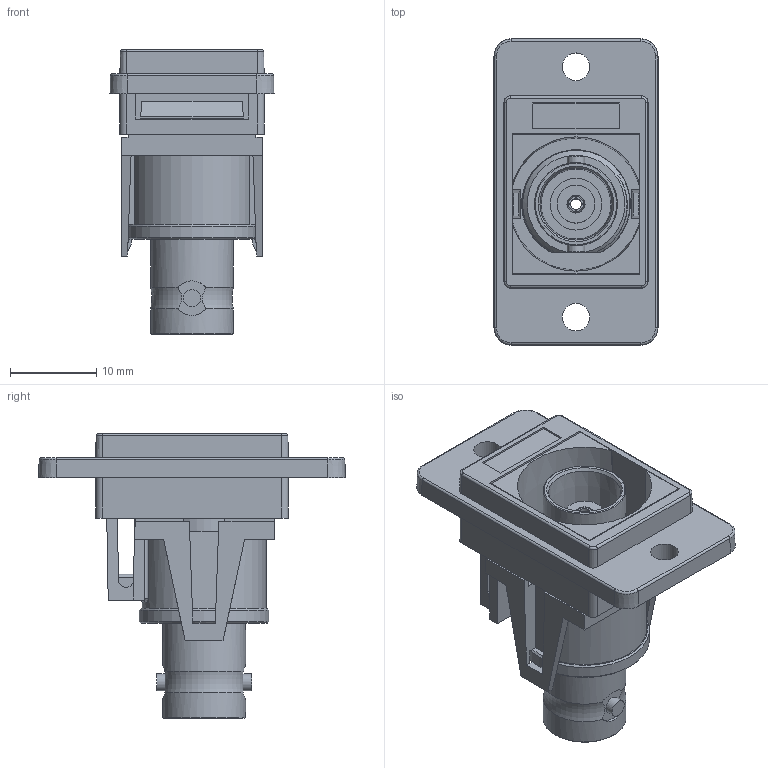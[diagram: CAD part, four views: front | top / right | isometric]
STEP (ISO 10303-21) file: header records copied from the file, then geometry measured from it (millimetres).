
FILE_DESCRIPTION(/* description */ (''),/* implementation_level */ '2;1');
FILE_NAME(/* name */ 'CP30737X1 50ohm BNC 3.2 hole.stp',/* time_stamp */ '2022-05-20T11:34:43+01:00',/* author */ ('tottley'),/* organization */ (''),/* preprocessor_version */ 'ST-DEVELOPER v18.1',/* originating_system */ 'Autodesk Inventor 2022',/* authorisation */ '');
FILE_SCHEMA (('AUTOMOTIVE_DESIGN { 1 0 10303 214 3 1 1 }'));
Length unit declared in the file: millimetre
Products named in the file (1): BNC slims1_Simplify_1
Bounding box: 19 x 35.5 x 33 mm (x, y, z)
Volume: 4952.1 mm3; surface area: 7945.6 mm2
Topology: 1 solids, 1 shells, 403 faces, 1151 edges, 749 vertices
Faces by surface type: plane 243, cylinder 71, cone 42, bspline 34, torus 13
Full cylindrical faces by diameter (mm): 1.45 x1, 1.508 x1, 1.51 x1, 2 x4, 2.008 x1, 2.01 x1, 2.1 x2, 3.2 x2, 4.4 x2, 7 x1, 8 x1, 8.06 x1, 9.6 x4, 15 x1
Entity records: 21442 total; most frequent: CARTESIAN_POINT 10447, ORIENTED_EDGE 2302, DIRECTION 2117, EDGE_CURVE 1151, VERTEX_POINT 749, AXIS2_PLACEMENT_3D 720, LINE 677, VECTOR 677
